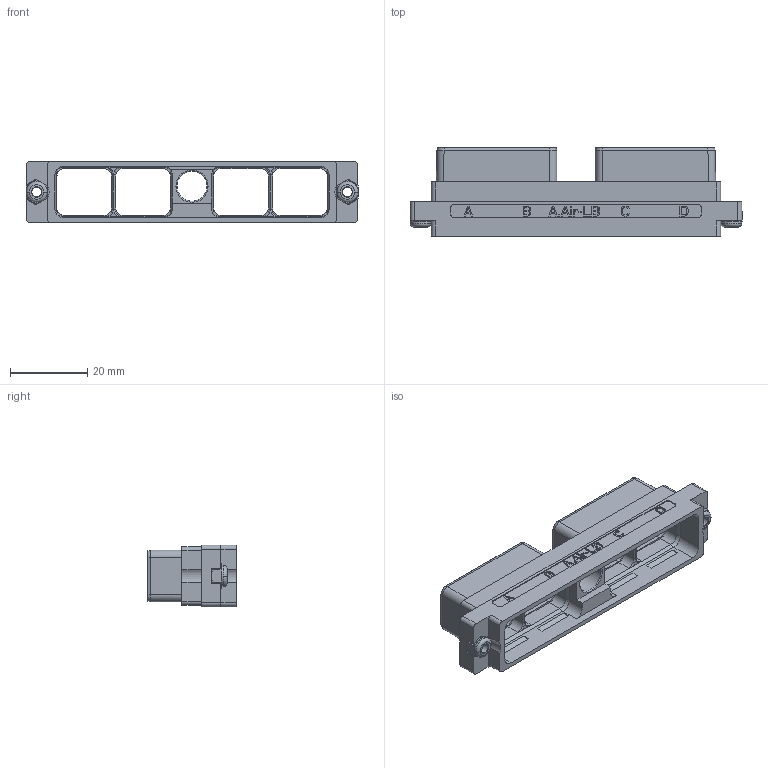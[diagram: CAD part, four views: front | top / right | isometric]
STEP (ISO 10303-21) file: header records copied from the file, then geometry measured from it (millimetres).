
FILE_DESCRIPTION((''),'2;1');
FILE_NAME('SIM2B83K','2019-09-13T',('presta_be4'),(''),'PRO/ENGINEER BY PARAMETRIC TECHNOLOGY CORPORATION, 2014310','PRO/ENGINEER BY PARAMETRIC TECHNOLOGY CORPORATION, 2014310','');
FILE_SCHEMA(('CONFIG_CONTROL_DESIGN'));
Length unit declared in the file: millimetre
Products named in the file (1): SIM2B83K
Bounding box: 86 x 23.01 x 15.93 mm (x, y, z)
Volume: 6713.6 mm3; surface area: 10291.9 mm2
Topology: 1 solids, 1 shells, 861 faces, 2350 edges, 1534 vertices
Faces by surface type: plane 667, cylinder 96, cone 64, torus 30, bspline 4
Entity records: 28944 total; most frequent: CARTESIAN_POINT 7034, ORIENTED_EDGE 4700, DIRECTION 4266, EDGE_CURVE 2350, VECTOR 1946, LINE 1946, VERTEX_POINT 1534, AXIS2_PLACEMENT_3D 1160
